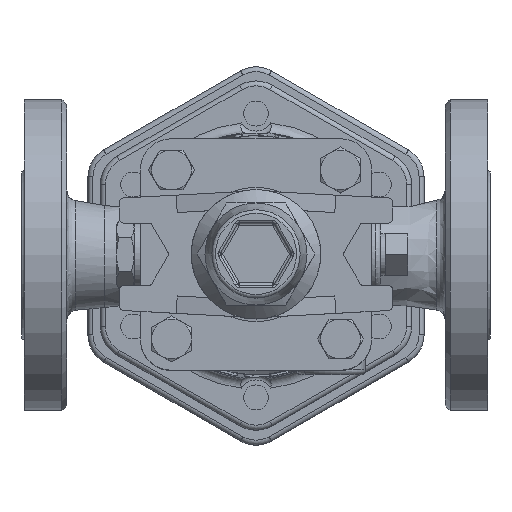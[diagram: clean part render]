
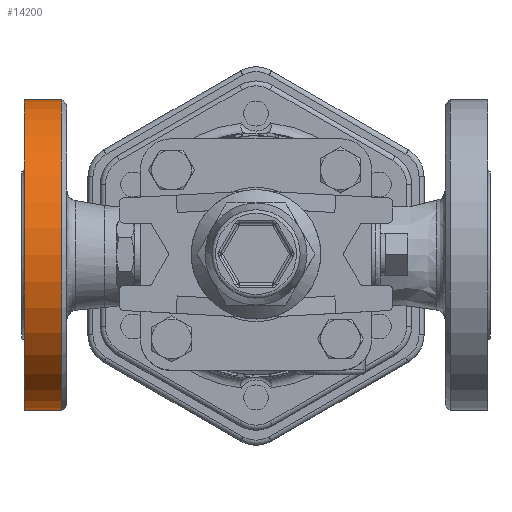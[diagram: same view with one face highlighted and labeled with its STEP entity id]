
A CAD part, top view. The second image highlights one B-rep face of the part: STEP entity #14200.
In plain terms, the highlighted cylindrical face has radius 62.5 mm (diameter 125 mm), a full revolution.
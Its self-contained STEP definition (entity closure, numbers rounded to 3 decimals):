
#1876=CYLINDRICAL_SURFACE('',#15178,62.5);
#2285=FACE_BOUND('',#3868,.T.);
#2891=FACE_OUTER_BOUND('',#3867,.T.);
#3867=EDGE_LOOP('',(#9823));
#3868=EDGE_LOOP('',(#9824));
#5420=CIRCLE('',#15177,62.5);
#5421=CIRCLE('',#15179,62.5);
#6248=VERTEX_POINT('',#21934);
#6249=VERTEX_POINT('',#21937);
#7649=EDGE_CURVE('',#6248,#6248,#5420,.T.);
#7650=EDGE_CURVE('',#6249,#6249,#5421,.T.);
#9823=ORIENTED_EDGE('',*,*,#7650,.T.);
#9824=ORIENTED_EDGE('',*,*,#7649,.F.);
#14200=ADVANCED_FACE('',(#2891,#2285),#1876,.T.);
#15177=AXIS2_PLACEMENT_3D('',#21935,#16873,#16874);
#15178=AXIS2_PLACEMENT_3D('',#21936,#16875,#16876);
#15179=AXIS2_PLACEMENT_3D('',#21938,#16877,#16878);
#16873=DIRECTION('center_axis',(1.,0.,0.));
#16874=DIRECTION('ref_axis',(0.,0.,1.));
#16875=DIRECTION('center_axis',(1.,0.,0.));
#16876=DIRECTION('ref_axis',(0.,0.,1.));
#16877=DIRECTION('center_axis',(1.,0.,0.));
#16878=DIRECTION('ref_axis',(0.,0.,1.));
#21934=CARTESIAN_POINT('',(-78.,0.,31.5));
#21935=CARTESIAN_POINT('Origin',(-78.,0.,94.));
#21936=CARTESIAN_POINT('Origin',(-76.,0.,94.));
#21937=CARTESIAN_POINT('',(-93.,0.,31.5));
#21938=CARTESIAN_POINT('Origin',(-93.,0.,94.));
